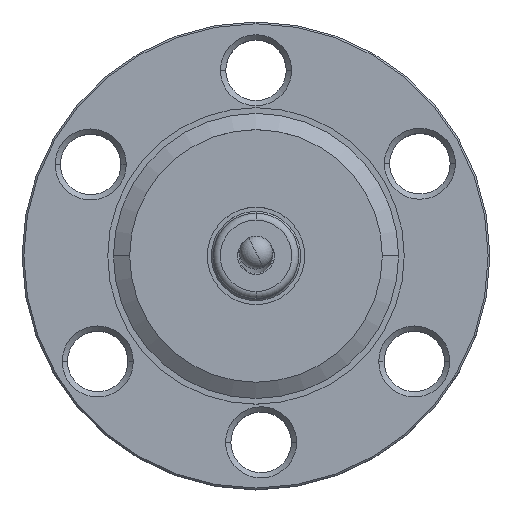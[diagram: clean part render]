
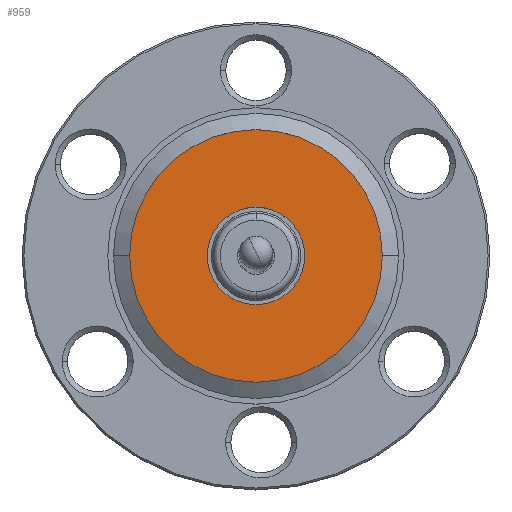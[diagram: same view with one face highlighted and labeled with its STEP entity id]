
A CAD part, top view. The second image highlights one B-rep face of the part: STEP entity #959.
In plain terms, the highlighted planar face has unit normal (0, 0, 1).
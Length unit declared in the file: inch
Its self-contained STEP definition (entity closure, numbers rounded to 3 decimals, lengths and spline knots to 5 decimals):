
#28 = AXIS2_PLACEMENT_3D ( 'NONE', #265, #266, #267 ) ;
#82 = AXIS2_PLACEMENT_3D ( 'NONE', #1976, #1975, #1974 ) ;
#265 = CARTESIAN_POINT ( 'NONE',  ( 0., 0., 0.259 ) ) ;
#266 = DIRECTION ( 'NONE',  ( 0., 0., 1. ) ) ;
#267 = DIRECTION ( 'NONE',  ( -1., 0., 0. ) ) ;
#471 = AXIS2_PLACEMENT_3D ( 'NONE', #3111, #3169, #3165 ) ;
#520 = AXIS2_PLACEMENT_3D ( 'NONE', #686, #685, #684 ) ;
#529 = AXIS2_PLACEMENT_3D ( 'NONE', #877, #823, #846 ) ;
#684 = DIRECTION ( 'NONE',  ( -1., 0., 0. ) ) ;
#685 = DIRECTION ( 'NONE',  ( 0., 0., 1. ) ) ;
#686 = CARTESIAN_POINT ( 'NONE',  ( 0., 0., 0.259 ) ) ;
#711 = EDGE_CURVE ( 'NONE', #1635, #1175, #1180, .T. ) ;
#722 = EDGE_CURVE ( 'NONE', #1175, #1635, #1897, .T. ) ;
#823 = DIRECTION ( 'NONE',  ( 0., 0., 1. ) ) ;
#846 = DIRECTION ( 'NONE',  ( -1., 0., 0. ) ) ;
#877 = CARTESIAN_POINT ( 'NONE',  ( 0., 0., 0.259 ) ) ;
#959 = ADVANCED_FACE ( 'NONE', ( #2474, #2492 ), #3114, .T. ) ;
#1168 = ORIENTED_EDGE ( 'NONE', *, *, #722, .F. ) ;
#1175 = VERTEX_POINT ( 'NONE', #2990 ) ;
#1180 = CIRCLE ( 'NONE', #529, 0.1385 ) ;
#1307 = VERTEX_POINT ( 'NONE', #2949 ) ;
#1401 = ORIENTED_EDGE ( 'NONE', *, *, #2605, .T. ) ;
#1514 = ORIENTED_EDGE ( 'NONE', *, *, #711, .F. ) ;
#1635 = VERTEX_POINT ( 'NONE', #2842 ) ;
#1706 = EDGE_LOOP ( 'NONE', ( #1514, #1168 ) ) ;
#1764 = VERTEX_POINT ( 'NONE', #3060 ) ;
#1897 = CIRCLE ( 'NONE', #520, 0.1385 ) ;
#1911 = ORIENTED_EDGE ( 'NONE', *, *, #2740, .T. ) ;
#1960 = EDGE_LOOP ( 'NONE', ( #1401, #1911 ) ) ;
#1974 = DIRECTION ( 'NONE',  ( -1., 0., 0. ) ) ;
#1975 = DIRECTION ( 'NONE',  ( 0., 0., 1. ) ) ;
#1976 = CARTESIAN_POINT ( 'NONE',  ( 0., 0., 0.259 ) ) ;
#2284 = CIRCLE ( 'NONE', #28, 0.359 ) ;
#2474 = FACE_BOUND ( 'NONE', #1706, .T. ) ;
#2492 = FACE_OUTER_BOUND ( 'NONE', #1960, .T. ) ;
#2593 = CIRCLE ( 'NONE', #82, 0.359 ) ;
#2605 = EDGE_CURVE ( 'NONE', #1307, #1764, #2593, .T. ) ;
#2740 = EDGE_CURVE ( 'NONE', #1764, #1307, #2284, .T. ) ;
#2842 = CARTESIAN_POINT ( 'NONE',  ( -0.1385, 0., 0.259 ) ) ;
#2949 = CARTESIAN_POINT ( 'NONE',  ( -0.359, 0., 0.259 ) ) ;
#2990 = CARTESIAN_POINT ( 'NONE',  ( 0.1385, 0., 0.259 ) ) ;
#3060 = CARTESIAN_POINT ( 'NONE',  ( 0.359, 0., 0.259 ) ) ;
#3111 = CARTESIAN_POINT ( 'NONE',  ( 0., 0., 0.259 ) ) ;
#3114 = PLANE ( 'NONE',  #471 ) ;
#3165 = DIRECTION ( 'NONE',  ( -1., 0., 0. ) ) ;
#3169 = DIRECTION ( 'NONE',  ( 0., 0., 1. ) ) ;
